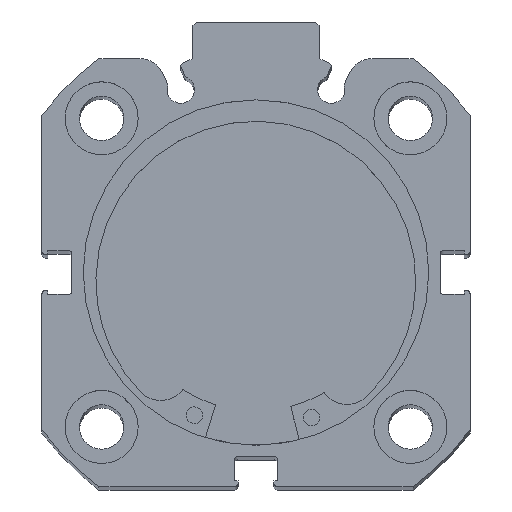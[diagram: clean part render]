
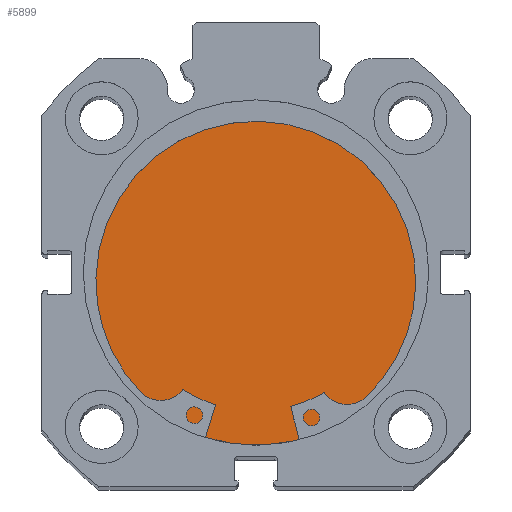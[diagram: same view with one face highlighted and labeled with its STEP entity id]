
A CAD part, top view. The second image highlights one B-rep face of the part: STEP entity #5899.
In plain terms, the highlighted face is planar.
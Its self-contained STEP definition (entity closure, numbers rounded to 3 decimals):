
#549 = ORIENTED_EDGE ( 'NONE', *, *, #1813, .F. ) ;
#822 = EDGE_LOOP ( 'NONE', ( #6253, #549 ) ) ;
#1288 = CIRCLE ( 'NONE', #1980, 26. ) ;
#1339 = CIRCLE ( 'NONE', #2000, 26. ) ;
#1813 = EDGE_CURVE ( 'NONE', #6707, #6694, #1288, .T. ) ;
#1847 = EDGE_CURVE ( 'NONE', #6694, #6707, #1339, .T. ) ;
#1980 = AXIS2_PLACEMENT_3D ( 'NONE', #3054, #3060, #3061 ) ;
#2000 = AXIS2_PLACEMENT_3D ( 'NONE', #3126, #3161, #3162 ) ;
#2122 = AXIS2_PLACEMENT_3D ( 'NONE', #4600, #4603, #4604 ) ;
#3054 = CARTESIAN_POINT ( 'NONE',  ( 9., 0., 0. ) ) ;
#3060 = DIRECTION ( 'NONE',  ( -1., 0., 0. ) ) ;
#3061 = DIRECTION ( 'NONE',  ( 0., 0., 1. ) ) ;
#3126 = CARTESIAN_POINT ( 'NONE',  ( 9., 0., 0. ) ) ;
#3161 = DIRECTION ( 'NONE',  ( -1., 0., 0. ) ) ;
#3162 = DIRECTION ( 'NONE',  ( 0., 0., 1. ) ) ;
#4009 = FACE_OUTER_BOUND ( 'NONE', #822, .T. ) ;
#4600 = CARTESIAN_POINT ( 'NONE',  ( 9., 26., 0. ) ) ;
#4601 = PLANE ( 'NONE',  #2122 ) ;
#4603 = DIRECTION ( 'NONE',  ( -1., 0., 0. ) ) ;
#4604 = DIRECTION ( 'NONE',  ( 0., 0., 1. ) ) ;
#5511 = CARTESIAN_POINT ( 'NONE',  ( 9., 0., 26. ) ) ;
#5524 = CARTESIAN_POINT ( 'NONE',  ( 9., 0., -26. ) ) ;
#5899 = ADVANCED_FACE ( 'NONE', ( #4009 ), #4601, .F. ) ;
#6253 = ORIENTED_EDGE ( 'NONE', *, *, #1847, .F. ) ;
#6694 = VERTEX_POINT ( 'NONE', #5511 ) ;
#6707 = VERTEX_POINT ( 'NONE', #5524 ) ;
